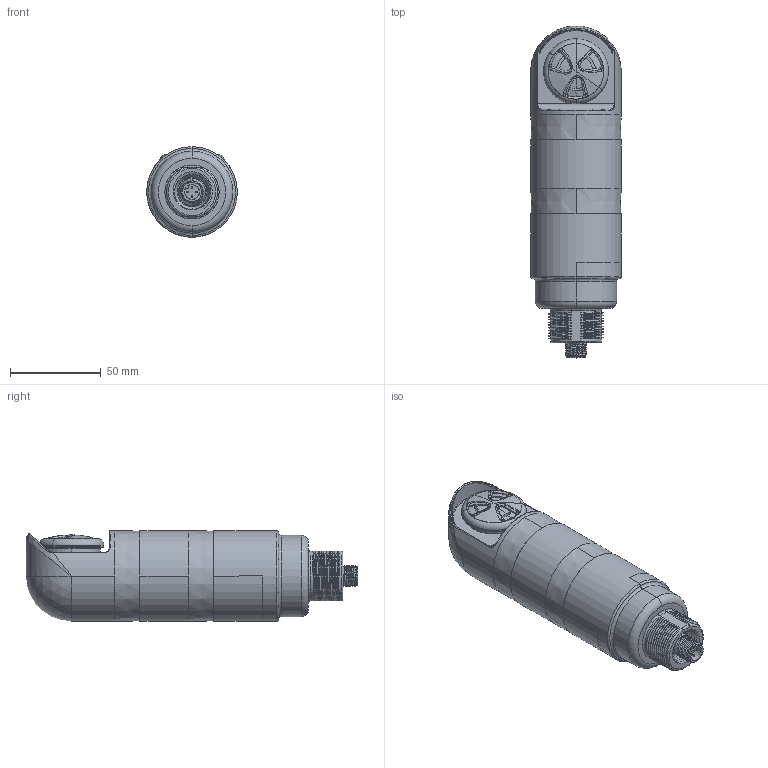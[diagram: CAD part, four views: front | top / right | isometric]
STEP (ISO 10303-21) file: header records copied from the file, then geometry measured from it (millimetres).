
FILE_DESCRIPTION((''),'2;1');
FILE_NAME('154238_SM01_ASM','2022-06-29T10:49:01',('PDMAdmin'),('BANNER ENGINEERING'),'CREO PARAMETRIC BY PTC INC, 2019292','CREO PARAMETRIC BY PTC INC, 2019292','');
FILE_SCHEMA(('CONFIG_CONTROL_DESIGN'));
Products named in the file (2): 154238_EP01; 154238_SM01_ASM
Assembly tree (1 placements, depth 2):
  154238_SM01_ASM
    154238_EP01
Bounding box: 50 x 183.1 x 50 mm (x, y, z)
Volume: 286256.8 mm3; surface area: 38605.8 mm2
Topology: 2 solids, 3 shells, 439 faces, 1155 edges, 718 vertices
Faces by surface type: bspline 153, cylinder 132, extrusion 45, plane 39, torus 38, cone 15, sphere 11, revolution 6
Entity records: 49283 total; most frequent: CARTESIAN_POINT 39831, ORIENTED_EDGE 2276, DIRECTION 1439, EDGE_CURVE 1138, VERTEX_POINT 716, B_SPLINE_CURVE_WITH_KNOTS 585, AXIS2_PLACEMENT_3D 544, EDGE_LOOP 464
